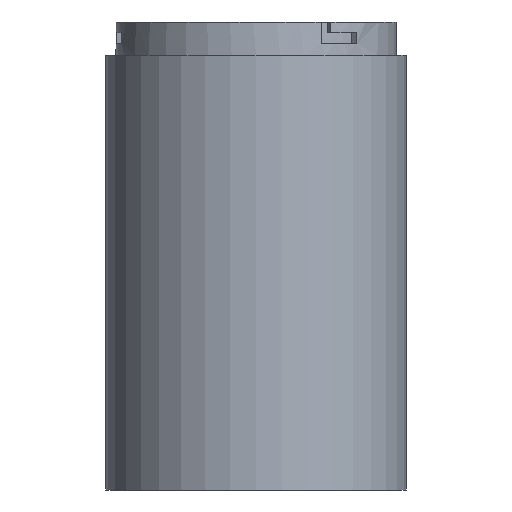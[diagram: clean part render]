
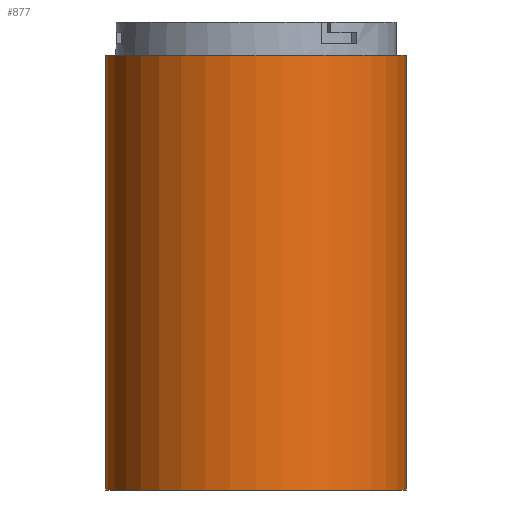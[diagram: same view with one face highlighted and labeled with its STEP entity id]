
A CAD part, front view. The second image highlights one B-rep face of the part: STEP entity #877.
In plain terms, the highlighted cylindrical face has radius 67.5 mm (diameter 135 mm), a full revolution.
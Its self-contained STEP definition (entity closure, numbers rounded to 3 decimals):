
#112=FACE_OUTER_BOUND('',#168,.T.);
#168=EDGE_LOOP('',(#801,#802,#803,#804));
#191=CIRCLE('',#933,67.5);
#233=CIRCLE('',#1002,67.5);
#287=LINE('',#1662,#341);
#341=VECTOR('',#1279,67.5);
#380=VERTEX_POINT('',#1398);
#425=VERTEX_POINT('',#1660);
#483=EDGE_CURVE('',#380,#380,#191,.T.);
#553=EDGE_CURVE('',#425,#425,#233,.T.);
#554=EDGE_CURVE('',#425,#380,#287,.T.);
#801=ORIENTED_EDGE('',*,*,#553,.F.);
#802=ORIENTED_EDGE('',*,*,#554,.T.);
#803=ORIENTED_EDGE('',*,*,#483,.T.);
#804=ORIENTED_EDGE('',*,*,#554,.F.);
#830=CYLINDRICAL_SURFACE('',#1001,67.5);
#877=ADVANCED_FACE('',(#112),#830,.T.);
#933=AXIS2_PLACEMENT_3D('',#1399,#1123,#1124);
#1001=AXIS2_PLACEMENT_3D('',#1659,#1275,#1276);
#1002=AXIS2_PLACEMENT_3D('',#1661,#1277,#1278);
#1123=DIRECTION('center_axis',(0.,0.,-1.));
#1124=DIRECTION('ref_axis',(1.,0.,0.));
#1275=DIRECTION('center_axis',(0.,0.,-1.));
#1276=DIRECTION('ref_axis',(1.,0.,0.));
#1277=DIRECTION('center_axis',(0.,0.,-1.));
#1278=DIRECTION('ref_axis',(1.,0.,0.));
#1279=DIRECTION('',(0.,0.,1.));
#1398=CARTESIAN_POINT('',(-67.5,0.,166.));
#1399=CARTESIAN_POINT('Origin',(0.,0.,166.));
#1659=CARTESIAN_POINT('Origin',(0.,0.,-19.));
#1660=CARTESIAN_POINT('',(-67.5,0.,-29.));
#1661=CARTESIAN_POINT('Origin',(0.,0.,-29.));
#1662=CARTESIAN_POINT('',(-67.5,0.,-19.));
